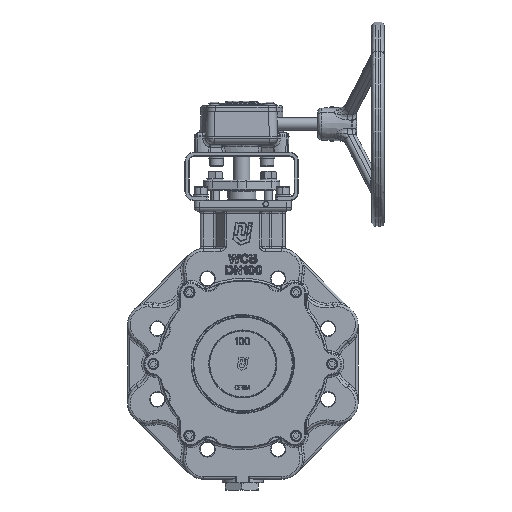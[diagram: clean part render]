
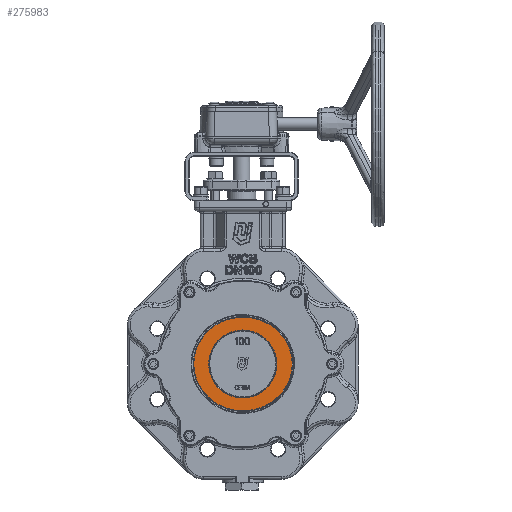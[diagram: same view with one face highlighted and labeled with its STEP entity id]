
A CAD part, front view. The second image highlights one B-rep face of the part: STEP entity #275983.
In plain terms, the highlighted planar face has unit normal (0, -1, 0).
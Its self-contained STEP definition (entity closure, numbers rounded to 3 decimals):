
#275866=CARTESIAN_POINT('',(266.807,-21.,53.034));
#275867=DIRECTION('',(0.,1.,0.));
#275868=DIRECTION('',(0.,0.,1.));
#275869=AXIS2_PLACEMENT_3D('',#275866,#275867,#275868);
#275870=PLANE('',#275869);
#275871=CARTESIAN_POINT('',(33.159,-21.,0.));
#275872=VERTEX_POINT('',#275871);
#275873=CARTESIAN_POINT('',(33.159,-21.,0.));
#275874=CARTESIAN_POINT('',(33.158,-21.,-6.584));
#275875=CARTESIAN_POINT('',(30.64,-21.,-12.678));
#275876=CARTESIAN_POINT('',(28.127,-21.,-18.759));
#275877=CARTESIAN_POINT('',(23.461,-21.,-23.433));
#275878=CARTESIAN_POINT('',(18.804,-21.,-28.099));
#275879=CARTESIAN_POINT('',(12.705,-21.,-30.629));
#275880=CARTESIAN_POINT('',(6.606,-21.,-33.158));
#275881=CARTESIAN_POINT('',(0.008,-21.,-33.159));
#275882=CARTESIAN_POINT('',(-6.596,-21.,-33.16));
#275883=CARTESIAN_POINT('',(-12.679,-21.,-30.639));
#275884=CARTESIAN_POINT('',(-18.777,-21.,-28.113));
#275885=CARTESIAN_POINT('',(-23.431,-21.,-23.463));
#275886=CARTESIAN_POINT('',(-28.091,-21.,-18.808));
#275887=CARTESIAN_POINT('',(-30.622,-21.,-12.721));
#275888=CARTESIAN_POINT('',(-33.159,-21.,-6.62));
#275889=CARTESIAN_POINT('',(-33.159,-21.,0.));
#275890=CARTESIAN_POINT('',(-33.159,-21.,6.614));
#275891=CARTESIAN_POINT('',(-30.626,-21.,12.71));
#275892=CARTESIAN_POINT('',(-28.093,-21.,18.807));
#275893=CARTESIAN_POINT('',(-23.431,-21.,23.463));
#275894=CARTESIAN_POINT('',(-18.773,-21.,28.114));
#275895=CARTESIAN_POINT('',(-12.68,-21.,30.639));
#275896=CARTESIAN_POINT('',(-6.601,-21.,33.158));
#275897=CARTESIAN_POINT('',(0.004,-21.,33.159));
#275898=CARTESIAN_POINT('',(6.597,-21.,33.16));
#275899=CARTESIAN_POINT('',(12.697,-21.,30.632));
#275900=CARTESIAN_POINT('',(18.797,-21.,28.104));
#275901=CARTESIAN_POINT('',(23.458,-21.,23.436));
#275902=CARTESIAN_POINT('',(28.125,-21.,18.763));
#275903=CARTESIAN_POINT('',(30.639,-21.,12.679));
#275904=CARTESIAN_POINT('',(33.16,-21.,6.58));
#275905=CARTESIAN_POINT('',(33.159,-21.,0.));
#275906=B_SPLINE_CURVE_WITH_KNOTS('',2,(#275873,#275874,#275875,#275876,#275877,#275878,#275879,#275880,#275881,#275882,#275883,#275884,#275885,#275886,#275887,#275888,#275889,#275890,#275891,#275892,#275893,#275894,#275895,#275896,#275897,#275898,
#275899,#275900,#275901,#275902,#275903,#275904,#275905),.UNSPECIFIED.,.T.,.F.,(3,2,2,2,2,2,2,2,2,2,2,2,2,2,2,2,3),(0.,0.063,0.125,0.188,0.25,0.313,0.375,0.438,0.5,0.563,0.625,0.688,0.75,0.813,0.875,0.938,1.),.UNSPECIFIED.);
#275907=EDGE_CURVE('',#275872,#275872,#275906,.T.);
#275908=ORIENTED_EDGE('',*,*,#275907,.T.);
#275909=EDGE_LOOP('',(#275908));
#275910=FACE_BOUND('',#275909,.T.);
#275911=CARTESIAN_POINT('',(48.2,-21.,0.));
#275912=VERTEX_POINT('',#275911);
#275913=CARTESIAN_POINT('',(48.2,-21.,0.));
#275914=CARTESIAN_POINT('',(48.2,-21.,4.48));
#275915=CARTESIAN_POINT('',(47.276,-21.,8.903));
#275916=CARTESIAN_POINT('',(46.352,-21.,13.324));
#275917=CARTESIAN_POINT('',(44.55,-21.,17.464));
#275918=CARTESIAN_POINT('',(42.748,-21.,21.603));
#275919=CARTESIAN_POINT('',(40.116,-21.,25.353));
#275920=CARTESIAN_POINT('',(37.484,-21.,29.101));
#275921=CARTESIAN_POINT('',(34.154,-21.,32.27));
#275922=CARTESIAN_POINT('',(30.825,-21.,35.437));
#275923=CARTESIAN_POINT('',(26.885,-21.,37.943));
#275924=CARTESIAN_POINT('',(22.946,-21.,40.447));
#275925=CARTESIAN_POINT('',(18.595,-21.,42.162));
#275926=CARTESIAN_POINT('',(14.245,-21.,43.877));
#275927=CARTESIAN_POINT('',(9.598,-21.,44.757));
#275928=CARTESIAN_POINT('',(4.952,-21.,45.636));
#275929=CARTESIAN_POINT('',(0.242,-21.,45.636));
#275930=CARTESIAN_POINT('',(-4.466,-21.,45.636));
#275931=CARTESIAN_POINT('',(-9.114,-21.,44.757));
#275932=CARTESIAN_POINT('',(-13.76,-21.,43.877));
#275933=CARTESIAN_POINT('',(-18.111,-21.,42.162));
#275934=CARTESIAN_POINT('',(-22.46,-21.,40.448));
#275935=CARTESIAN_POINT('',(-26.401,-21.,37.943));
#275936=CARTESIAN_POINT('',(-30.34,-21.,35.439));
#275937=CARTESIAN_POINT('',(-33.67,-21.,32.27));
#275938=CARTESIAN_POINT('',(-36.999,-21.,29.102));
#275939=CARTESIAN_POINT('',(-39.632,-21.,25.353));
#275940=CARTESIAN_POINT('',(-42.264,-21.,21.605));
#275941=CARTESIAN_POINT('',(-44.066,-21.,17.464));
#275942=CARTESIAN_POINT('',(-45.868,-21.,13.325));
#275943=CARTESIAN_POINT('',(-46.792,-21.,8.903));
#275944=CARTESIAN_POINT('',(-47.717,-21.,4.482));
#275945=CARTESIAN_POINT('',(-47.717,-21.,0.));
#275946=CARTESIAN_POINT('',(-47.717,-21.,-4.48));
#275947=CARTESIAN_POINT('',(-46.792,-21.,-8.903));
#275948=CARTESIAN_POINT('',(-45.868,-21.,-13.324));
#275949=CARTESIAN_POINT('',(-44.066,-21.,-17.464));
#275950=CARTESIAN_POINT('',(-42.265,-21.,-21.603));
#275951=CARTESIAN_POINT('',(-39.632,-21.,-25.353));
#275952=CARTESIAN_POINT('',(-37.,-21.,-29.101));
#275953=CARTESIAN_POINT('',(-33.67,-21.,-32.27));
#275954=CARTESIAN_POINT('',(-30.341,-21.,-35.437));
#275955=CARTESIAN_POINT('',(-26.401,-21.,-37.943));
#275956=CARTESIAN_POINT('',(-22.462,-21.,-40.447));
#275957=CARTESIAN_POINT('',(-18.111,-21.,-42.162));
#275958=CARTESIAN_POINT('',(-13.762,-21.,-43.877));
#275959=CARTESIAN_POINT('',(-9.114,-21.,-44.757));
#275960=CARTESIAN_POINT('',(-4.468,-21.,-45.636));
#275961=CARTESIAN_POINT('',(0.242,-21.,-45.636));
#275962=CARTESIAN_POINT('',(4.95,-21.,-45.636));
#275963=CARTESIAN_POINT('',(9.598,-21.,-44.757));
#275964=CARTESIAN_POINT('',(14.244,-21.,-43.877));
#275965=CARTESIAN_POINT('',(18.595,-21.,-42.162));
#275966=CARTESIAN_POINT('',(22.944,-21.,-40.448));
#275967=CARTESIAN_POINT('',(26.885,-21.,-37.943));
#275968=CARTESIAN_POINT('',(30.823,-21.,-35.439));
#275969=CARTESIAN_POINT('',(34.154,-21.,-32.27));
#275970=CARTESIAN_POINT('',(37.483,-21.,-29.102));
#275971=CARTESIAN_POINT('',(40.116,-21.,-25.353));
#275972=CARTESIAN_POINT('',(42.747,-21.,-21.605));
#275973=CARTESIAN_POINT('',(44.55,-21.,-17.464));
#275974=CARTESIAN_POINT('',(46.351,-21.,-13.325));
#275975=CARTESIAN_POINT('',(47.276,-21.,-8.903));
#275976=CARTESIAN_POINT('',(48.2,-21.,-4.481));
#275977=CARTESIAN_POINT('',(48.2,-21.,0.));
#275978=B_SPLINE_CURVE_WITH_KNOTS('',2,(#275913,#275914,#275915,#275916,#275917,#275918,#275919,#275920,#275921,#275922,#275923,#275924,#275925,#275926,#275927,#275928,#275929,#275930,#275931,#275932,#275933,#275934,#275935,#275936,#275937,#275938,
#275939,#275940,#275941,#275942,#275943,#275944,#275945,#275946,#275947,#275948,#275949,#275950,#275951,#275952,#275953,#275954,#275955,#275956,#275957,#275958,#275959,#275960,#275961,#275962,#275963,
#275964,#275965,#275966,#275967,#275968,#275969,#275970,#275971,#275972,#275973,#275974,#275975,#275976,#275977),.UNSPECIFIED.,.T.,.F.,(3,2,2,2,2,2,2,2,2,2,2,2,2,2,2,2,2,2,2,2,2,2,2,2,2,2,
2,2,2,2,2,2,3),(0.,0.031,0.063,0.094,0.125,0.156,0.188,0.219,0.25,0.281,0.313,0.344,0.375,0.406,0.438,0.469,0.5,0.531,0.563,0.594,0.625,0.656,0.688,0.719,0.75,0.781,
0.813,0.844,0.875,0.906,0.938,0.969,1.),.UNSPECIFIED.);
#275979=EDGE_CURVE('',#275912,#275912,#275978,.T.);
#275980=ORIENTED_EDGE('',*,*,#275979,.T.);
#275981=EDGE_LOOP('',(#275980));
#275982=FACE_BOUND('',#275981,.T.);
#275983=ADVANCED_FACE('',(#275910,#275982),#275870,.F.);
